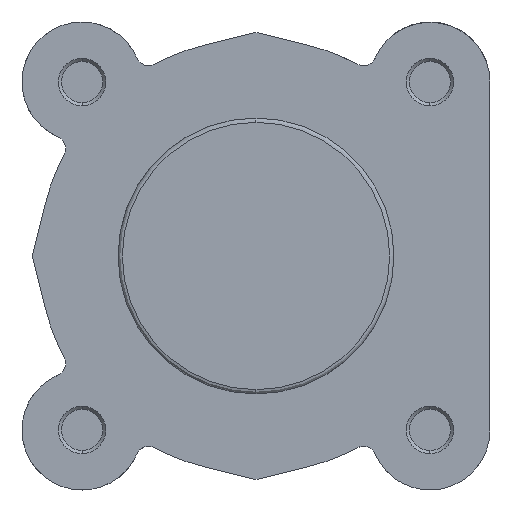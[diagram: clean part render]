
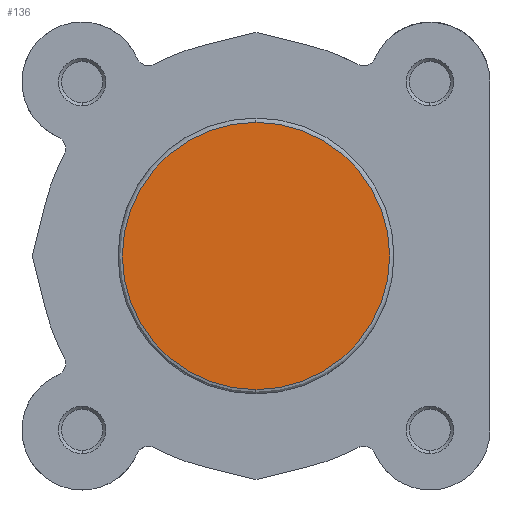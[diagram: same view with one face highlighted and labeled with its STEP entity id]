
A CAD part, left-side view. The second image highlights one B-rep face of the part: STEP entity #136.
In plain terms, the highlighted planar face has unit normal (-1, 0, 0).
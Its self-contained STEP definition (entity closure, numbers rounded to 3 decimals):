
#136 = ADVANCED_FACE ( 'NONE', ( #2341 ), #3177, .F. ) ;
#281 = EDGE_CURVE ( 'NONE', #1615, #1668, #2677, .T. ) ;
#382 = EDGE_CURVE ( 'NONE', #1668, #1615, #2813, .T. ) ;
#909 = AXIS2_PLACEMENT_3D ( 'NONE', #3186, #3193, #3194 ) ;
#1076 = AXIS2_PLACEMENT_3D ( 'NONE', #3753, #3765, #3766 ) ;
#1142 = AXIS2_PLACEMENT_3D ( 'NONE', #4027, #4034, #4035 ) ;
#1615 = VERTEX_POINT ( 'NONE', #5642 ) ;
#1668 = VERTEX_POINT ( 'NONE', #5712 ) ;
#1965 = EDGE_LOOP ( 'NONE', ( #6698, #6697 ) ) ;
#2341 = FACE_OUTER_BOUND ( 'NONE', #1965, .T. ) ;
#2677 = CIRCLE ( 'NONE', #1076, 21.7 ) ;
#2813 = CIRCLE ( 'NONE', #1142, 21.7 ) ;
#3177 = PLANE ( 'NONE',  #909 ) ;
#3186 = CARTESIAN_POINT ( 'NONE',  ( 0., 22.4, 0. ) ) ;
#3193 = DIRECTION ( 'NONE',  ( 1., 0., 0. ) ) ;
#3194 = DIRECTION ( 'NONE',  ( 0., 0., -1. ) ) ;
#3753 = CARTESIAN_POINT ( 'NONE',  ( 0., 0., 0. ) ) ;
#3765 = DIRECTION ( 'NONE',  ( -1., 0., 0. ) ) ;
#3766 = DIRECTION ( 'NONE',  ( 0., 0., -1. ) ) ;
#4027 = CARTESIAN_POINT ( 'NONE',  ( 0., 0., 0. ) ) ;
#4034 = DIRECTION ( 'NONE',  ( -1., 0., 0. ) ) ;
#4035 = DIRECTION ( 'NONE',  ( 0., 0., -1. ) ) ;
#5642 = CARTESIAN_POINT ( 'NONE',  ( 0., 0., 21.7 ) ) ;
#5712 = CARTESIAN_POINT ( 'NONE',  ( 0., 0., -21.7 ) ) ;
#6697 = ORIENTED_EDGE ( 'NONE', *, *, #281, .T. ) ;
#6698 = ORIENTED_EDGE ( 'NONE', *, *, #382, .T. ) ;
